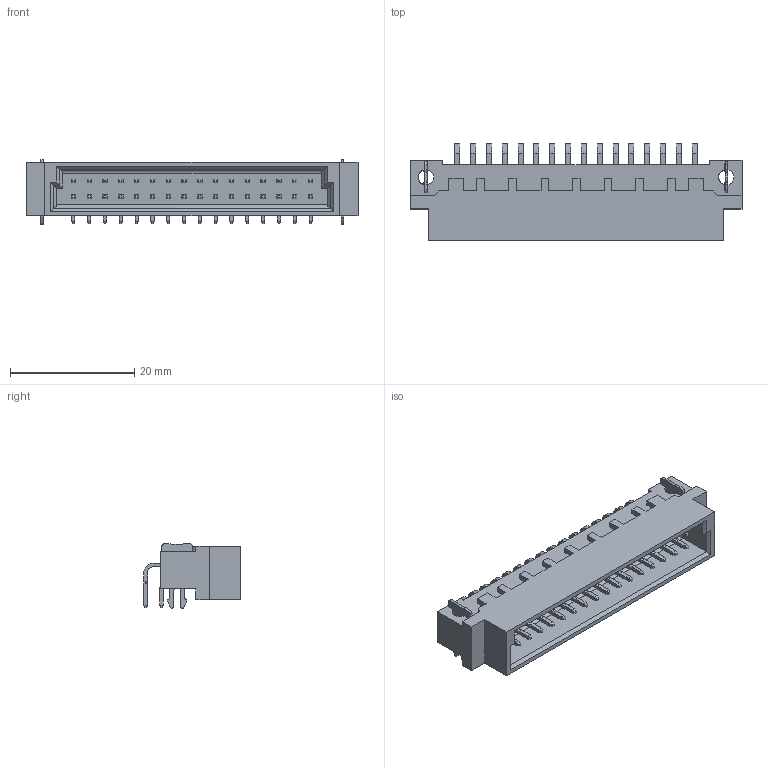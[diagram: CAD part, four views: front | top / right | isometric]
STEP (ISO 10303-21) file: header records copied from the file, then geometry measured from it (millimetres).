
FILE_DESCRIPTION( ('This file contains a STEP AP42 implementation' ,'as created by ZW3D STEP Interface translator.') ,'2;1' );
FILE_NAME( '3410-2XXBMRXXWAX.stp' ,'23 926.15 454', (''), ('ZWCAD Software Co.'), 'Version 1.0', 'ZW3D to STEP translator', '' );
FILE_SCHEMA(('AUTOMOTIVE_DESIGN { 1 0 10303 214 1 1 1 1 }'));
Length unit declared in the file: millimetre
Products named in the file (1): 0
Bounding box: 53.34 x 15.48 x 10.35 mm (x, y, z)
Surface area: 4767.1 mm2 (no closed solid volume)
Topology: 26 solids, 27 shells, 2059 faces, 6046 edges, 3787 vertices
Faces by surface type: plane 1701, cylinder 272, bspline 86
Full cylindrical faces by diameter (mm): 0.65 x4
Entity records: 71124 total; most frequent: CARTESIAN_POINT 13719, ORIENTED_EDGE 12214, DIRECTION 10576, EDGE_CURVE 6189, VECTOR 5360, LINE 5360, VERTEX_POINT 3931, AXIS2_PLACEMENT_3D 2608
